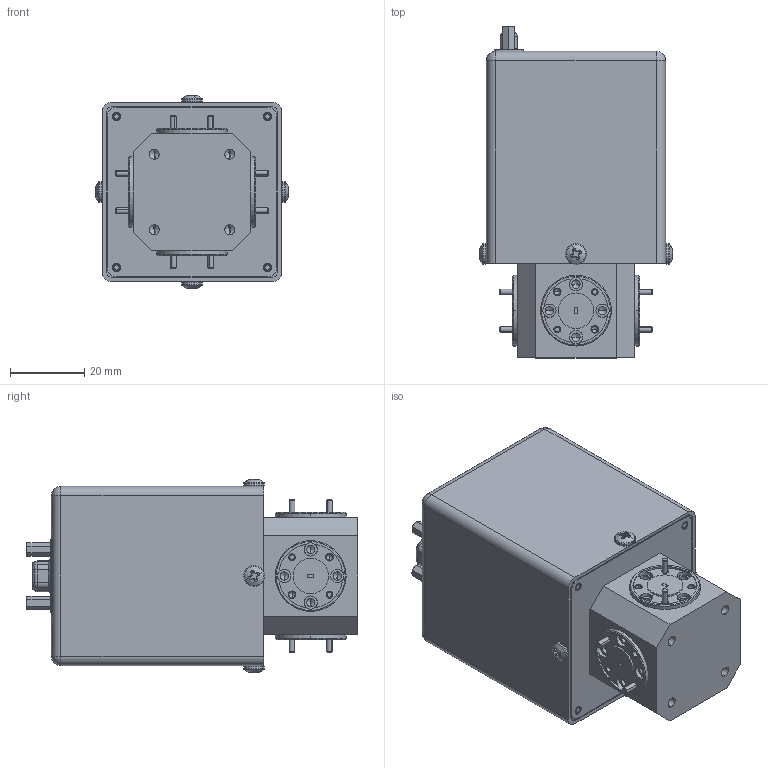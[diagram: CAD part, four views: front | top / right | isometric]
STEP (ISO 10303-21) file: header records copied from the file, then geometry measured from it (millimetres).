
FILE_DESCRIPTION (( 'STEP AP214' ), '1' );
FILE_NAME ('WJ-LD-A, DF.STEP', '2025-10-27T18:03:00', ( '' ), ( '' ), 'SwSTEP 2.0', 'SolidWorks 2021', '' );
FILE_SCHEMA (( 'AUTOMOTIVE_DESIGN' ));
Length unit declared in the file: inch
Products named in the file (1): WJ-LD-A, DF
Bounding box: 52.18 x 89.37 x 52.18 mm (x, y, z)
Volume: 157650.3 mm3; surface area: 21146 mm2
Topology: 9 solids, 13 shells, 883 faces, 2198 edges, 1343 vertices
Faces by surface type: cylinder 357, plane 244, cone 210, torus 30, bspline 30, sphere 12
Entity records: 29436 total; most frequent: CARTESIAN_POINT 8725, DIRECTION 4494, ORIENTED_EDGE 4208, EDGE_CURVE 2104, AXIS2_PLACEMENT_3D 1794, VERTEX_POINT 1343, EDGE_LOOP 987, CIRCLE 940
